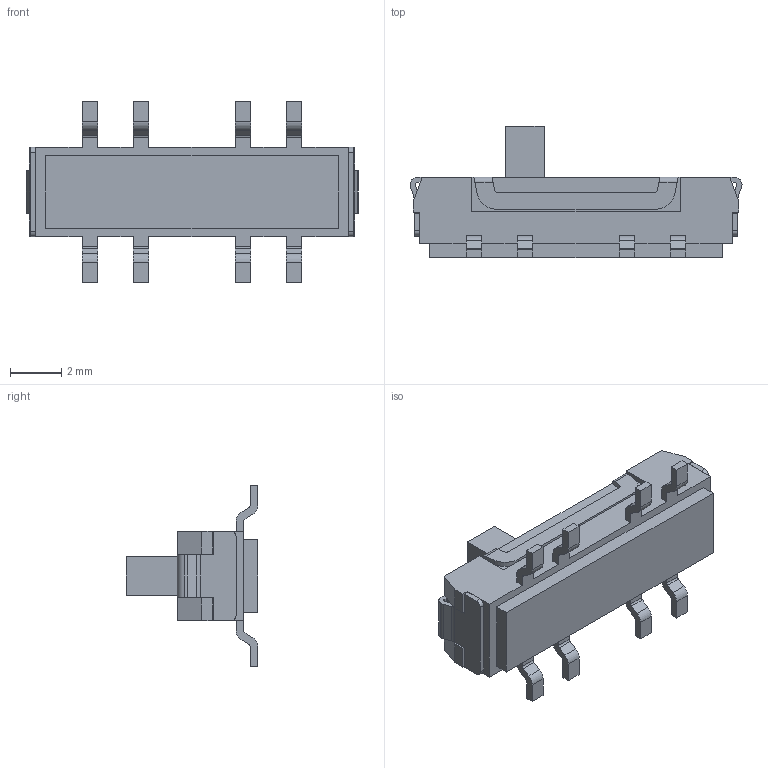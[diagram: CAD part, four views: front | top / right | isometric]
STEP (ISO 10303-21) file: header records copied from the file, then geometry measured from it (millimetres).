
FILE_DESCRIPTION(('STEP AP242'),'1');
FILE_NAME('ss-3336s-02-l1.stp','2025-04-30T14:27:31',('TraceParts'),('TraceParts S.A.'),'Spatial InterOp 3D',' ',' ');
FILE_SCHEMA(('AP242_MANAGED_MODEL_BASED_3D_ENGINEERING_MIM_LF {1 0 10303 442 1 1 4}'));
Length unit declared in the file: millimetre
Products named in the file (1): ss-3336s-02-l1
Bounding box: 13 x 5.15 x 7.1 mm (x, y, z)
Volume: 137 mm3; surface area: 262.1 mm2
Topology: 1 solids, 1 shells, 235 faces, 683 edges, 454 vertices
Faces by surface type: plane 177, cylinder 58
Entity records: 7728 total; most frequent: CARTESIAN_POINT 1397, ORIENTED_EDGE 1366, DIRECTION 1263, EDGE_CURVE 683, LINE 567, VECTOR 567, VERTEX_POINT 454, AXIS2_PLACEMENT_3D 348
